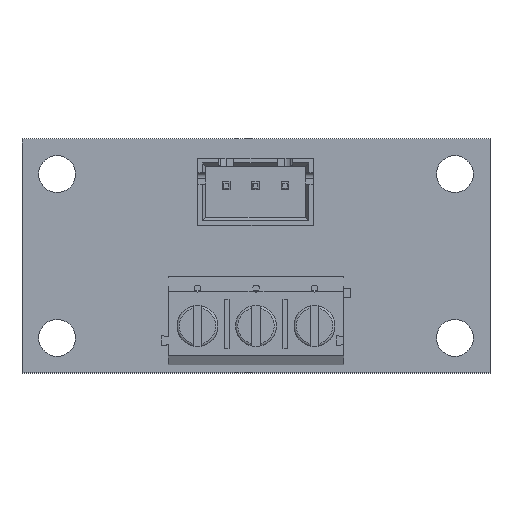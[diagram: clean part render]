
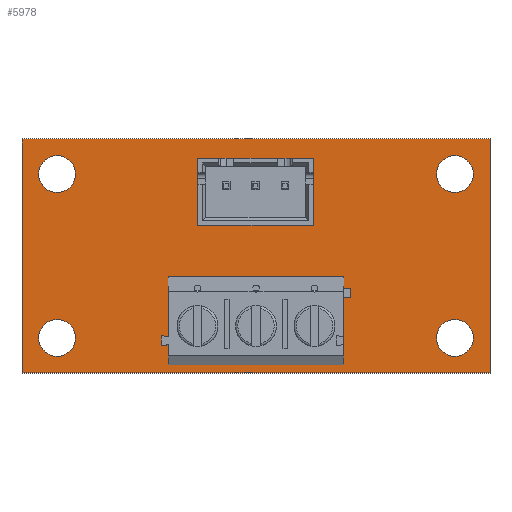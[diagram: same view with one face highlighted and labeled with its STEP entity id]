
A CAD part, top view. The second image highlights one B-rep face of the part: STEP entity #5978.
In plain terms, the highlighted planar face has unit normal (0, 0, 1).
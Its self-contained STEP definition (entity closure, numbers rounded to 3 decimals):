
#159=FACE_BOUND('',#808,.T.);
#160=FACE_BOUND('',#809,.T.);
#161=FACE_BOUND('',#810,.T.);
#162=FACE_BOUND('',#811,.T.);
#163=FACE_BOUND('',#812,.T.);
#164=FACE_BOUND('',#813,.T.);
#165=FACE_BOUND('',#814,.T.);
#166=FACE_BOUND('',#815,.T.);
#167=FACE_BOUND('',#816,.T.);
#168=FACE_BOUND('',#817,.T.);
#207=PLANE('',#6405);
#479=FACE_OUTER_BOUND('',#807,.T.);
#807=EDGE_LOOP('',(#4225,#4226,#4227,#4228));
#808=EDGE_LOOP('',(#4229));
#809=EDGE_LOOP('',(#4230));
#810=EDGE_LOOP('',(#4231));
#811=EDGE_LOOP('',(#4232));
#812=EDGE_LOOP('',(#4233));
#813=EDGE_LOOP('',(#4234));
#814=EDGE_LOOP('',(#4235));
#815=EDGE_LOOP('',(#4236));
#816=EDGE_LOOP('',(#4237));
#817=EDGE_LOOP('',(#4238));
#1177=LINE('',#8643,#1900);
#1180=LINE('',#8649,#1903);
#1183=LINE('',#8655,#1906);
#1186=LINE('',#8659,#1909);
#1900=VECTOR('',#6942,10.);
#1903=VECTOR('',#6947,10.);
#1906=VECTOR('',#6952,10.);
#1909=VECTOR('',#6957,10.);
#2611=CIRCLE('',#6372,1.575);
#2613=CIRCLE('',#6375,1.575);
#2615=CIRCLE('',#6378,1.575);
#2617=CIRCLE('',#6381,1.575);
#2620=CIRCLE('',#6385,0.65);
#2622=CIRCLE('',#6388,0.508);
#2624=CIRCLE('',#6391,0.65);
#2626=CIRCLE('',#6394,0.508);
#2628=CIRCLE('',#6397,0.65);
#2630=CIRCLE('',#6400,0.508);
#2741=VERTEX_POINT('',#8577);
#2743=VERTEX_POINT('',#8583);
#2745=VERTEX_POINT('',#8589);
#2747=VERTEX_POINT('',#8595);
#2750=VERTEX_POINT('',#8603);
#2752=VERTEX_POINT('',#8609);
#2754=VERTEX_POINT('',#8615);
#2756=VERTEX_POINT('',#8621);
#2758=VERTEX_POINT('',#8627);
#2760=VERTEX_POINT('',#8633);
#2763=VERTEX_POINT('',#8640);
#2764=VERTEX_POINT('',#8642);
#2766=VERTEX_POINT('',#8648);
#2768=VERTEX_POINT('',#8654);
#3300=EDGE_CURVE('',#2741,#2741,#2611,.T.);
#3303=EDGE_CURVE('',#2743,#2743,#2613,.T.);
#3306=EDGE_CURVE('',#2745,#2745,#2615,.T.);
#3309=EDGE_CURVE('',#2747,#2747,#2617,.T.);
#3314=EDGE_CURVE('',#2750,#2750,#2620,.T.);
#3317=EDGE_CURVE('',#2752,#2752,#2622,.T.);
#3320=EDGE_CURVE('',#2754,#2754,#2624,.T.);
#3323=EDGE_CURVE('',#2756,#2756,#2626,.T.);
#3326=EDGE_CURVE('',#2758,#2758,#2628,.T.);
#3329=EDGE_CURVE('',#2760,#2760,#2630,.T.);
#3332=EDGE_CURVE('',#2764,#2763,#1177,.T.);
#3335=EDGE_CURVE('',#2766,#2764,#1180,.T.);
#3338=EDGE_CURVE('',#2768,#2766,#1183,.T.);
#3341=EDGE_CURVE('',#2763,#2768,#1186,.T.);
#4225=ORIENTED_EDGE('',*,*,#3341,.T.);
#4226=ORIENTED_EDGE('',*,*,#3338,.T.);
#4227=ORIENTED_EDGE('',*,*,#3335,.T.);
#4228=ORIENTED_EDGE('',*,*,#3332,.T.);
#4229=ORIENTED_EDGE('',*,*,#3300,.T.);
#4230=ORIENTED_EDGE('',*,*,#3303,.T.);
#4231=ORIENTED_EDGE('',*,*,#3306,.T.);
#4232=ORIENTED_EDGE('',*,*,#3309,.T.);
#4233=ORIENTED_EDGE('',*,*,#3314,.T.);
#4234=ORIENTED_EDGE('',*,*,#3317,.T.);
#4235=ORIENTED_EDGE('',*,*,#3320,.T.);
#4236=ORIENTED_EDGE('',*,*,#3323,.T.);
#4237=ORIENTED_EDGE('',*,*,#3326,.T.);
#4238=ORIENTED_EDGE('',*,*,#3329,.T.);
#5978=ADVANCED_FACE('',(#479,#159,#160,#161,#162,#163,#164,#165,#166,#167,
#168),#207,.T.);
#6372=AXIS2_PLACEMENT_3D('',#8578,#6870,#6871);
#6375=AXIS2_PLACEMENT_3D('',#8584,#6877,#6878);
#6378=AXIS2_PLACEMENT_3D('',#8590,#6884,#6885);
#6381=AXIS2_PLACEMENT_3D('',#8596,#6891,#6892);
#6385=AXIS2_PLACEMENT_3D('',#8605,#6901,#6902);
#6388=AXIS2_PLACEMENT_3D('',#8611,#6908,#6909);
#6391=AXIS2_PLACEMENT_3D('',#8617,#6915,#6916);
#6394=AXIS2_PLACEMENT_3D('',#8623,#6922,#6923);
#6397=AXIS2_PLACEMENT_3D('',#8629,#6929,#6930);
#6400=AXIS2_PLACEMENT_3D('',#8635,#6936,#6937);
#6405=AXIS2_PLACEMENT_3D('',#8660,#6958,#6959);
#6870=DIRECTION('center_axis',(0.,0.,-1.));
#6871=DIRECTION('ref_axis',(1.,0.,0.));
#6877=DIRECTION('center_axis',(0.,0.,-1.));
#6878=DIRECTION('ref_axis',(1.,0.,0.));
#6884=DIRECTION('center_axis',(0.,0.,-1.));
#6885=DIRECTION('ref_axis',(1.,0.,0.));
#6891=DIRECTION('center_axis',(0.,0.,-1.));
#6892=DIRECTION('ref_axis',(1.,0.,0.));
#6901=DIRECTION('center_axis',(0.,0.,-1.));
#6902=DIRECTION('ref_axis',(1.,0.,0.));
#6908=DIRECTION('center_axis',(0.,0.,-1.));
#6909=DIRECTION('ref_axis',(1.,0.,0.));
#6915=DIRECTION('center_axis',(0.,0.,-1.));
#6916=DIRECTION('ref_axis',(1.,0.,0.));
#6922=DIRECTION('center_axis',(0.,0.,-1.));
#6923=DIRECTION('ref_axis',(1.,0.,0.));
#6929=DIRECTION('center_axis',(0.,0.,-1.));
#6930=DIRECTION('ref_axis',(1.,0.,0.));
#6936=DIRECTION('center_axis',(0.,0.,-1.));
#6937=DIRECTION('ref_axis',(1.,0.,0.));
#6942=DIRECTION('',(-1.,0.,0.));
#6947=DIRECTION('',(0.,1.,0.));
#6952=DIRECTION('',(1.,0.,0.));
#6957=DIRECTION('',(0.,-1.,0.));
#6958=DIRECTION('center_axis',(0.,0.,1.));
#6959=DIRECTION('ref_axis',(1.,0.,0.));
#8577=CARTESIAN_POINT('',(1.425,17.,1.57));
#8578=CARTESIAN_POINT('Origin',(3.,17.,1.57));
#8583=CARTESIAN_POINT('',(35.425,17.,1.57));
#8584=CARTESIAN_POINT('Origin',(37.,17.,1.57));
#8589=CARTESIAN_POINT('',(35.425,3.,1.57));
#8590=CARTESIAN_POINT('Origin',(37.,3.,1.57));
#8595=CARTESIAN_POINT('',(1.425,3.,1.57));
#8596=CARTESIAN_POINT('Origin',(3.,3.,1.57));
#8603=CARTESIAN_POINT('',(19.35,4.,1.57));
#8605=CARTESIAN_POINT('Origin',(20.,4.,1.57));
#8609=CARTESIAN_POINT('',(22.032,16.,1.57));
#8611=CARTESIAN_POINT('Origin',(22.54,16.,1.57));
#8615=CARTESIAN_POINT('',(24.35,4.,1.57));
#8617=CARTESIAN_POINT('Origin',(25.,4.,1.57));
#8621=CARTESIAN_POINT('',(19.492,16.,1.57));
#8623=CARTESIAN_POINT('Origin',(20.,16.,1.57));
#8627=CARTESIAN_POINT('',(14.35,4.,1.57));
#8629=CARTESIAN_POINT('Origin',(15.,4.,1.57));
#8633=CARTESIAN_POINT('',(16.952,16.,1.57));
#8635=CARTESIAN_POINT('Origin',(17.46,16.,1.57));
#8640=CARTESIAN_POINT('',(0.,20.,1.57));
#8642=CARTESIAN_POINT('',(40.,20.,1.57));
#8643=CARTESIAN_POINT('',(40.,20.,1.57));
#8648=CARTESIAN_POINT('',(40.,0.,1.57));
#8649=CARTESIAN_POINT('',(40.,0.,1.57));
#8654=CARTESIAN_POINT('',(0.,0.,1.57));
#8655=CARTESIAN_POINT('',(0.,0.,1.57));
#8659=CARTESIAN_POINT('',(0.,20.,1.57));
#8660=CARTESIAN_POINT('Origin',(20.,10.,1.57));
